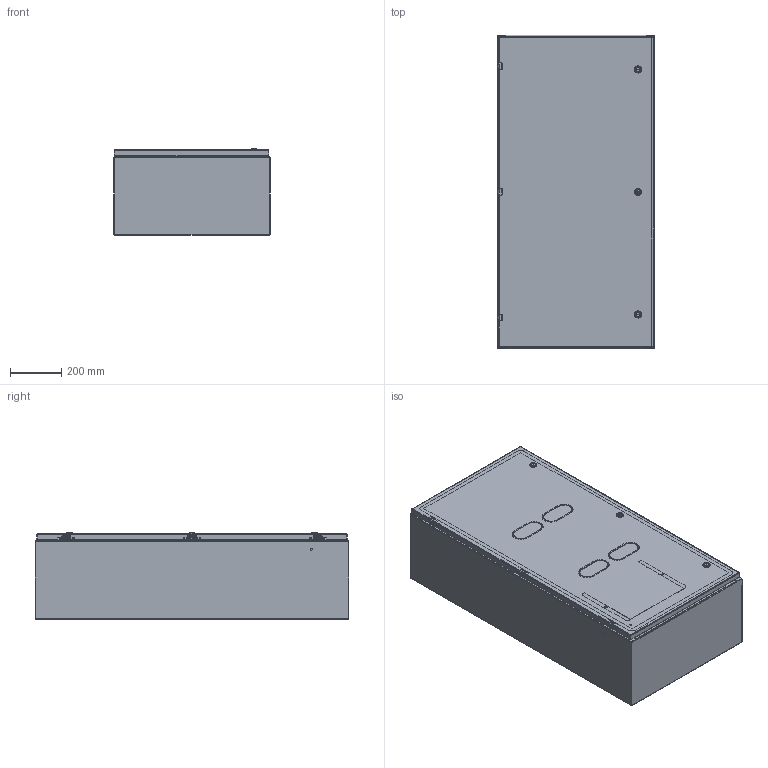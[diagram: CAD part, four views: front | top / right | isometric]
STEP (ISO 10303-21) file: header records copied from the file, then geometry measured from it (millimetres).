
FILE_DESCRIPTION (( 'STEP AP203' ), '1' );
FILE_NAME ('SCE-48EL2412SSLP.step', '2021-02-09T16:50:33', ( 'ADC123' ), ( 'Microsoft' ), 'SwSTEP 2.0', 'SolidWorks 2019', '' );
FILE_SCHEMA (( 'CONFIG_CONTROL_DESIGN' ));
Products named in the file (1): SCE-48EL2412SSLP
Bounding box: 609.6 x 1219.2 x 336.05 mm (x, y, z)
Surface area: 7923705.1 mm2 (no closed solid volume)
Topology: 0 solids, 71 shells, 4035 faces, 10463 edges, 6563 vertices
Faces by surface type: plane 1914, cylinder 1128, bspline 857, cone 103, torus 33
Full cylindrical faces by diameter (mm): 3.454 x3, 3.962 x3, 3.978 x3, 4.318 x9, 4.369 x6, 4.978 x12, 5 x3, 5.156 x6, 5.182 x6, 5.2 x6, 5.5 x3, 5.537 x3, 6.198 x6, 6.299 x4, 6.35 x6, 6.363 x2, 6.756 x6, 7.137 x4, 8.433 x6, 9.296 x6, 9.322 x6, 9.525 x6, 9.9 x3, 10 x13, 10.8 x3, 11.112 x4, 12.7 x6, 12.8 x3, 13.5 x3, 14.288 x2
Entity records: 165730 total; most frequent: CARTESIAN_POINT 76954, ORIENTED_EDGE 19619, DIRECTION 16052, EDGE_CURVE 9814, VERTEX_POINT 6378, AXIS2_PLACEMENT_3D 5516, VECTOR 5020, LINE 5020
